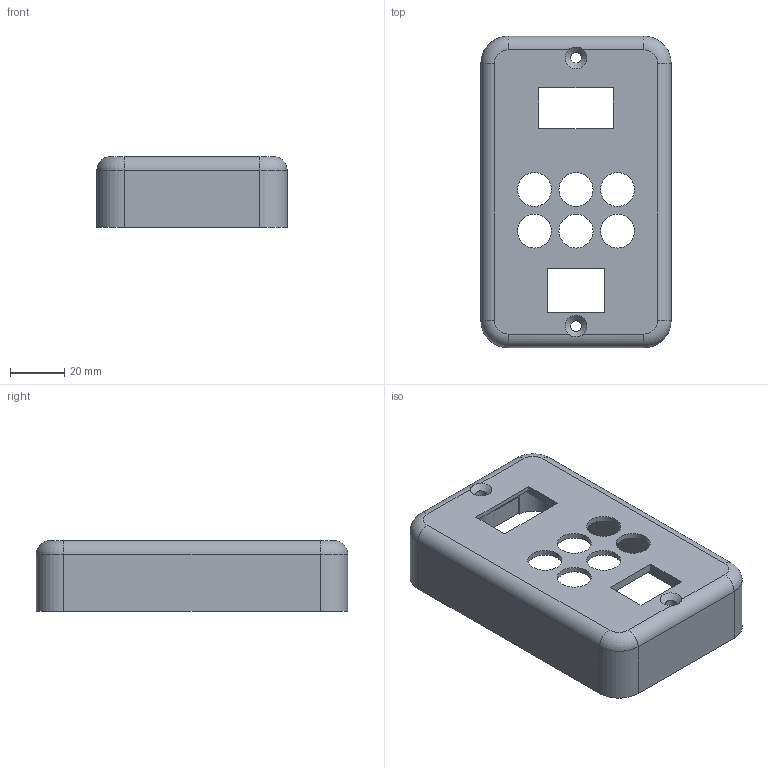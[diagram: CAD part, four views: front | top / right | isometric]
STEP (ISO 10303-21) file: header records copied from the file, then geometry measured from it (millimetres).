
FILE_DESCRIPTION(/* description */ ('Alibre Inc.'),/* implementation_level */ '2;1');
FILE_NAME(/* name */ 'export-2075490B-5B11-4851-8A1B-4F20E111DEB3',/* time_stamp */ '2024-03-23T15:30:01-07:00',/* author */ (''),/* organization */ (''),/* preprocessor_version */ 'ST-DEVELOPER v17',/* originating_system */ 'Alibre',/* authorisation */ '');
FILE_SCHEMA (('CONFIG_CONTROL_DESIGN'));
Length unit declared in the file: millimetre
Bounding box: 69.85 x 114.3 x 26 mm (x, y, z)
Volume: 44801.2 mm3; surface area: 33032.1 mm2
Topology: 1 solids, 1 shells, 102 faces, 274 edges, 177 vertices
Faces by surface type: plane 60, cylinder 32, torus 8, cone 2
Full cylindrical faces by diameter (mm): 2.5 x4, 4 x2, 12.5 x6
Entity records: 3299 total; most frequent: CARTESIAN_POINT 762, ORIENTED_EDGE 512, DIRECTION 443, EDGE_CURVE 256, VERTEX_POINT 173, VECTOR 169, LINE 169, AXIS2_PLACEMENT_3D 168
